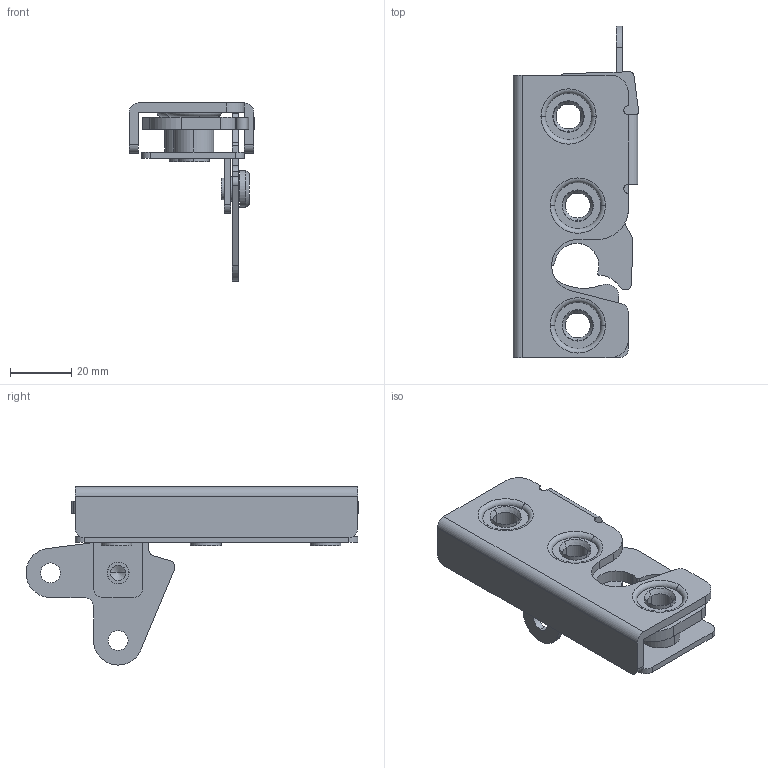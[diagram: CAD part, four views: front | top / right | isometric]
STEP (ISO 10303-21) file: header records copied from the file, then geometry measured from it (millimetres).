
FILE_DESCRIPTION (( 'STEP AP203' ), '1' );
FILE_NAME ('sone3D.STEP', '2016-08-30T00:35:46', ( '' ), ( '' ), 'SwSTEP 2.0', 'SolidWorks 2014', '' );
FILE_SCHEMA (( 'CONFIG_CONTROL_DESIGN' ));
Length unit declared in the file: millimetre
Products named in the file (9): C-1851-1剽A; C-1851-1催獉(L)_C-1851-1L; sone3D; C-1851-1軸; C-1851-1夝彍谑薨; C-1851-1本体(L)_C-1851-1L; C-1851-1ﾋﾟﾝ; C-1851-1剽C; C-1851-1剽B
Assembly tree (10 placements, depth 2):
  sone3D
    C-1851-1本体(L)_C-1851-1L
    C-1851-1軸  x3
    C-1851-1夝彍谑薨
    C-1851-1ﾋﾟﾝ
    C-1851-1剽C
    C-1851-1剽B
    C-1851-1剽A
    C-1851-1催獉(L)_C-1851-1L
Bounding box: 40.85 x 108.06 x 58 mm (x, y, z)
Volume: 31105.7 mm3; surface area: 28612.1 mm2
Topology: 10 solids, 10 shells, 245 faces, 608 edges, 393 vertices
Faces by surface type: cylinder 126, plane 91, cone 16, torus 12
Entity records: 7547 total; most frequent: DIRECTION 1238, CARTESIAN_POINT 1115, ORIENTED_EDGE 1076, EDGE_CURVE 538, AXIS2_PLACEMENT_3D 476, VERTEX_POINT 353, VECTOR 286, LINE 286
